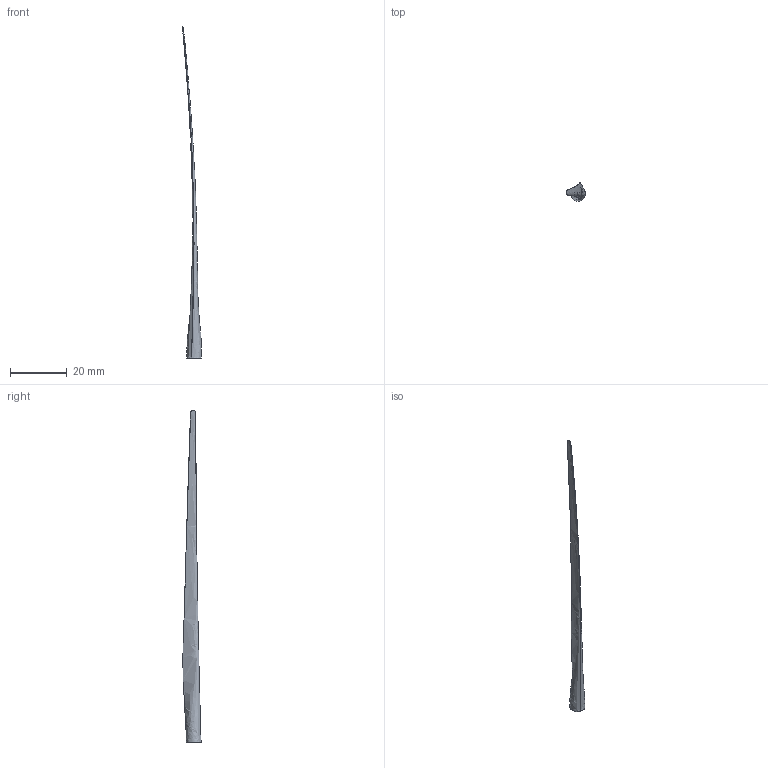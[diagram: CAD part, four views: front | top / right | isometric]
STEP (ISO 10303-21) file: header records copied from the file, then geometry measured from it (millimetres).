
FILE_DESCRIPTION(/* description */ (''),/* implementation_level */ '2;1');
FILE_NAME(/* name */ 'IEA_15_Sections',/* time_stamp */ '2022-10-12T20:40:02+01:00',/* author */ (''),/* organization */ (''),/* preprocessor_version */ 'ST-DEVELOPER v16.5',/* originating_system */ 'Rhino 7.22',/* authorisation */ '');
FILE_SCHEMA (('CONFIG_CONTROL_DESIGN'));
Length unit declared in the file: millimetre
Products named in the file (1): Document
Bounding box: 6.67 x 6.44 x 117 mm (x, y, z)
Surface area: 1099.8 mm2 (no closed solid volume)
Topology: 0 solids, 3 shells, 3 faces, 36 edges, 60 vertices
Faces by surface type: bspline 3
Entity records: 11358 total; most frequent: CARTESIAN_POINT 11124, B_SPLINE_CURVE_WITH_KNOTS 48, ORIENTED_EDGE 12, PCURVE 12, DEFINITIONAL_REPRESENTATION 12, SURFACE_CURVE 12, EDGE_CURVE 12, VERTEX_POINT 12
